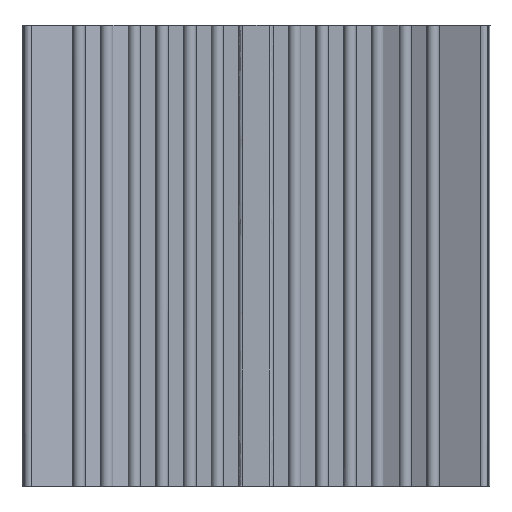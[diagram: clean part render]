
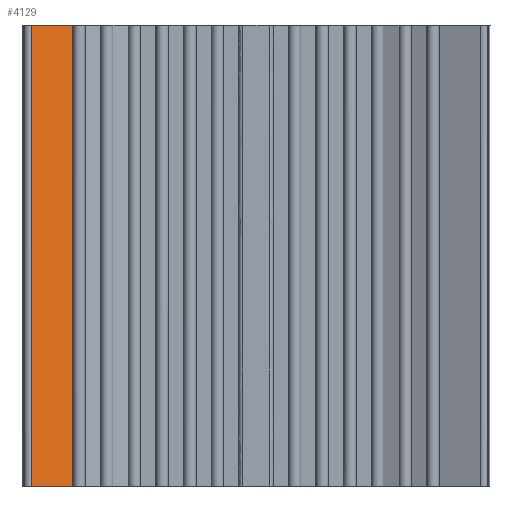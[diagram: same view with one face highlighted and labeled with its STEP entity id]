
A CAD part, top view. The second image highlights one B-rep face of the part: STEP entity #4129.
In plain terms, the highlighted planar face has unit normal (0.413, 0, 0.911).
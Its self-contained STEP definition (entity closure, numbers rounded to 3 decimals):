
#170=FACE_OUTER_BOUND($,#378,.T.);
#378=EDGE_LOOP($,(#3455,#3456,#3457,#3458));
#585=LINE($,#5397,#1109);
#750=LINE($,#6455,#1274);
#988=LINE($,#7508,#1512);
#992=LINE($,#7515,#1516);
#1109=VECTOR($,#4420,5.459);
#1274=VECTOR($,#4587,5.459);
#1512=VECTOR($,#5003,55.);
#1516=VECTOR($,#5013,55.);
#1640=VERTEX_POINT($,#5394);
#1641=VERTEX_POINT($,#5396);
#1858=VERTEX_POINT($,#6446);
#1859=VERTEX_POINT($,#6454);
#2046=EDGE_CURVE($,#1640,#1641,#585,.T.);
#2264=EDGE_CURVE($,#1858,#1859,#750,.T.);
#2530=EDGE_CURVE($,#1641,#1858,#988,.T.);
#2534=EDGE_CURVE($,#1640,#1859,#992,.T.);
#3455=ORIENTED_EDGE($,*,*,#2534,.T.);
#3456=ORIENTED_EDGE($,*,*,#2264,.F.);
#3457=ORIENTED_EDGE($,*,*,#2530,.F.);
#3458=ORIENTED_EDGE($,*,*,#2046,.F.);
#3948=PLANE($,#4324);
#4129=ADVANCED_FACE($,(#170),#3948,.T.);
#4324=AXIS2_PLACEMENT_3D($,#7514,#5011,#5012);
#4420=DIRECTION($,(-0.911,0.,0.413));
#4587=DIRECTION($,(0.911,0.,-0.413));
#5003=DIRECTION($,(0.,1.,0.));
#5011=DIRECTION('center_axis',(0.413,0.,0.911));
#5012=DIRECTION('ref_axis',(0.,-1.,0.));
#5013=DIRECTION($,(0.,1.,0.));
#5394=CARTESIAN_POINT('',(-21.85,-27.5,41.43));
#5396=CARTESIAN_POINT('',(-26.822,-27.5,43.683));
#5397=CARTESIAN_POINT($,(-21.85,-27.5,41.43));
#6446=CARTESIAN_POINT('',(-26.822,27.5,43.683));
#6454=CARTESIAN_POINT('',(-21.85,27.5,41.43));
#6455=CARTESIAN_POINT($,(-26.822,27.5,43.683));
#7508=CARTESIAN_POINT($,(-26.822,-27.5,43.683));
#7514=CARTESIAN_POINT('Origin',(-15.019,0.,38.335));
#7515=CARTESIAN_POINT($,(-21.85,-27.5,41.43));
